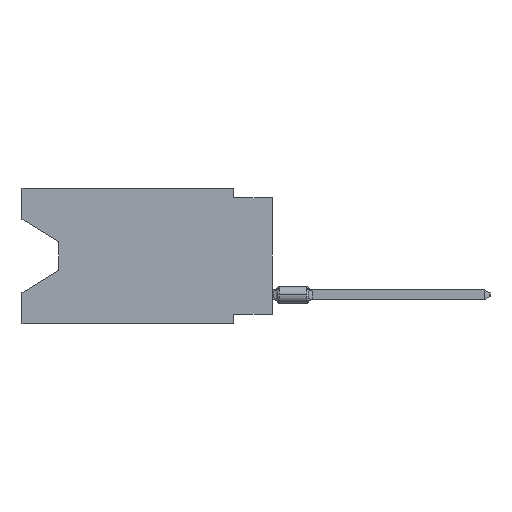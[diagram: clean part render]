
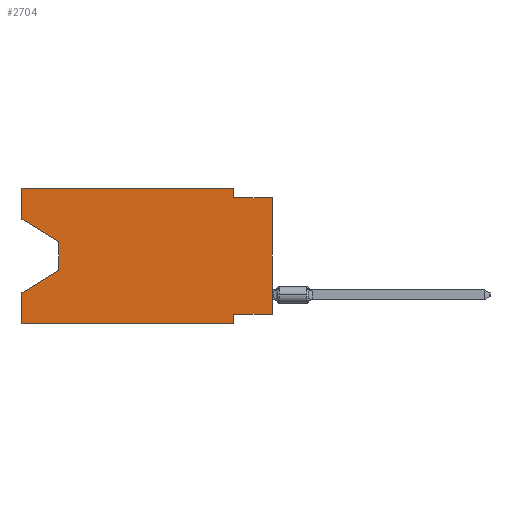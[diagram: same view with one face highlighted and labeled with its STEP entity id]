
A CAD part, left-side view. The second image highlights one B-rep face of the part: STEP entity #2704.
In plain terms, the highlighted planar face has unit normal (-1, 0, 0).
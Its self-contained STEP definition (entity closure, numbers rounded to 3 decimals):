
#262 = VERTEX_POINT ( 'NONE', #10032 ) ;
#2069 = CARTESIAN_POINT ( 'NONE',  ( 0., 16.383, -8.89 ) ) ;
#2704 = ADVANCED_FACE ( 'NONE', ( #21684 ), #48228, .F. ) ;
#2830 = VECTOR ( 'NONE', #3063, 1000. ) ;
#3063 = DIRECTION ( 'NONE',  ( 0., -0.855, -0.519 ) ) ;
#3327 = LINE ( 'NONE', #25743, #19653 ) ;
#4014 = CARTESIAN_POINT ( 'NONE',  ( 0., 16.383, -8.89 ) ) ;
#4325 = CARTESIAN_POINT ( 'NONE',  ( 0., 13.97, -5.385 ) ) ;
#5598 = EDGE_LOOP ( 'NONE', ( #10962, #17275, #32932, #12334, #7628, #42327, #57583, #56042, #22949, #34282, #45394, #26584 ) ) ;
#5759 = DIRECTION ( 'NONE',  ( 0., 0.855, -0.519 ) ) ;
#7010 = EDGE_CURVE ( 'NONE', #31353, #52668, #38480, .T. ) ;
#7628 = ORIENTED_EDGE ( 'NONE', *, *, #43719, .T. ) ;
#8012 = CARTESIAN_POINT ( 'NONE',  ( 0., 16.383, -6.852 ) ) ;
#9614 = CARTESIAN_POINT ( 'NONE',  ( 0., 13.97, -5.385 ) ) ;
#10032 = CARTESIAN_POINT ( 'NONE',  ( 0., 2.54, -8.89 ) ) ;
#10962 = ORIENTED_EDGE ( 'NONE', *, *, #38793, .T. ) ;
#11030 = CARTESIAN_POINT ( 'NONE',  ( 0., 2.54, 0. ) ) ;
#11222 = LINE ( 'NONE', #2069, #45080 ) ;
#11657 = VERTEX_POINT ( 'NONE', #27982 ) ;
#12212 = CARTESIAN_POINT ( 'NONE',  ( 0., 16.383, 0. ) ) ;
#12334 = ORIENTED_EDGE ( 'NONE', *, *, #24986, .F. ) ;
#14815 = VERTEX_POINT ( 'NONE', #54333 ) ;
#15569 = CARTESIAN_POINT ( 'NONE',  ( 0., 2.54, 0. ) ) ;
#16492 = DIRECTION ( 'NONE',  ( 0., -1., 0. ) ) ;
#16663 = EDGE_CURVE ( 'NONE', #14815, #56013, #35093, .T. ) ;
#17259 = DIRECTION ( 'NONE',  ( 1., 0., 0. ) ) ;
#17275 = ORIENTED_EDGE ( 'NONE', *, *, #16663, .T. ) ;
#19653 = VECTOR ( 'NONE', #57311, 1000. ) ;
#19850 = CARTESIAN_POINT ( 'NONE',  ( 0., 2.54, -0.635 ) ) ;
#20083 = DIRECTION ( 'NONE',  ( 0., -1., 0. ) ) ;
#21115 = DIRECTION ( 'NONE',  ( 0., 1., 0. ) ) ;
#21557 = VECTOR ( 'NONE', #30194, 1000. ) ;
#21684 = FACE_OUTER_BOUND ( 'NONE', #5598, .T. ) ;
#22917 = LINE ( 'NONE', #9614, #53918 ) ;
#22949 = ORIENTED_EDGE ( 'NONE', *, *, #32421, .F. ) ;
#23019 = DIRECTION ( 'NONE',  ( 0., 0., -1. ) ) ;
#24166 = AXIS2_PLACEMENT_3D ( 'NONE', #26105, #17259, #25806 ) ;
#24279 = EDGE_CURVE ( 'NONE', #51641, #58063, #29025, .T. ) ;
#24986 = EDGE_CURVE ( 'NONE', #34803, #51602, #27446, .T. ) ;
#25743 = CARTESIAN_POINT ( 'NONE',  ( 0., 2.54, -8.89 ) ) ;
#25806 = DIRECTION ( 'NONE',  ( 0., 0., -1. ) ) ;
#26105 = CARTESIAN_POINT ( 'NONE',  ( 0., 16.383, 0. ) ) ;
#26407 = LINE ( 'NONE', #52959, #49799 ) ;
#26584 = ORIENTED_EDGE ( 'NONE', *, *, #7010, .F. ) ;
#27446 = LINE ( 'NONE', #50469, #52317 ) ;
#27797 = EDGE_CURVE ( 'NONE', #55862, #57059, #51147, .T. ) ;
#27940 = EDGE_CURVE ( 'NONE', #11657, #262, #3327, .T. ) ;
#27982 = CARTESIAN_POINT ( 'NONE',  ( 0., 2.54, -8.255 ) ) ;
#28071 = VECTOR ( 'NONE', #42284, 1000. ) ;
#28857 = EDGE_CURVE ( 'NONE', #51641, #11657, #26407, .T. ) ;
#29025 = LINE ( 'NONE', #56747, #58049 ) ;
#30194 = DIRECTION ( 'NONE',  ( 0., 0., 1. ) ) ;
#30966 = CARTESIAN_POINT ( 'NONE',  ( 0., 13.97, -3.505 ) ) ;
#31353 = VERTEX_POINT ( 'NONE', #41143 ) ;
#31760 = CARTESIAN_POINT ( 'NONE',  ( 0., 0., -0.635 ) ) ;
#32421 = EDGE_CURVE ( 'NONE', #57059, #58063, #36763, .T. ) ;
#32611 = VECTOR ( 'NONE', #16492, 1000. ) ;
#32932 = ORIENTED_EDGE ( 'NONE', *, *, #56118, .T. ) ;
#33047 = CARTESIAN_POINT ( 'NONE',  ( 0., 0., -8.255 ) ) ;
#34031 = DIRECTION ( 'NONE',  ( 0., 0., 1. ) ) ;
#34282 = ORIENTED_EDGE ( 'NONE', *, *, #27797, .F. ) ;
#34336 = CARTESIAN_POINT ( 'NONE',  ( 0., 16.383, -2.038 ) ) ;
#34803 = VERTEX_POINT ( 'NONE', #4014 ) ;
#35093 = LINE ( 'NONE', #30966, #40568 ) ;
#36763 = LINE ( 'NONE', #31760, #55649 ) ;
#37175 = DIRECTION ( 'NONE',  ( 0., 0., 1. ) ) ;
#38480 = LINE ( 'NONE', #12212, #21557 ) ;
#38793 = EDGE_CURVE ( 'NONE', #31353, #14815, #57342, .T. ) ;
#40568 = VECTOR ( 'NONE', #23019, 1000. ) ;
#40786 = CARTESIAN_POINT ( 'NONE',  ( 0., 16.383, 0. ) ) ;
#41143 = CARTESIAN_POINT ( 'NONE',  ( 0., 16.383, -2.038 ) ) ;
#42284 = DIRECTION ( 'NONE',  ( 0., 0., -1. ) ) ;
#42327 = ORIENTED_EDGE ( 'NONE', *, *, #27940, .F. ) ;
#43719 = EDGE_CURVE ( 'NONE', #34803, #262, #11222, .T. ) ;
#45080 = VECTOR ( 'NONE', #20083, 1000. ) ;
#45394 = ORIENTED_EDGE ( 'NONE', *, *, #54193, .F. ) ;
#46305 = LINE ( 'NONE', #52187, #32611 ) ;
#48228 = PLANE ( 'NONE',  #24166 ) ;
#49799 = VECTOR ( 'NONE', #21115, 1000. ) ;
#50469 = CARTESIAN_POINT ( 'NONE',  ( 0., 16.383, 0. ) ) ;
#51147 = LINE ( 'NONE', #11030, #28071 ) ;
#51602 = VERTEX_POINT ( 'NONE', #8012 ) ;
#51641 = VERTEX_POINT ( 'NONE', #33047 ) ;
#52187 = CARTESIAN_POINT ( 'NONE',  ( 0., 16.383, 0. ) ) ;
#52317 = VECTOR ( 'NONE', #37175, 1000. ) ;
#52668 = VERTEX_POINT ( 'NONE', #40786 ) ;
#52959 = CARTESIAN_POINT ( 'NONE',  ( 0., 0., -8.255 ) ) ;
#53918 = VECTOR ( 'NONE', #5759, 1000. ) ;
#54193 = EDGE_CURVE ( 'NONE', #52668, #55862, #46305, .T. ) ;
#54333 = CARTESIAN_POINT ( 'NONE',  ( 0., 13.97, -3.505 ) ) ;
#54770 = DIRECTION ( 'NONE',  ( 0., -1., 0. ) ) ;
#55649 = VECTOR ( 'NONE', #54770, 1000. ) ;
#55862 = VERTEX_POINT ( 'NONE', #15569 ) ;
#56013 = VERTEX_POINT ( 'NONE', #4325 ) ;
#56042 = ORIENTED_EDGE ( 'NONE', *, *, #24279, .T. ) ;
#56118 = EDGE_CURVE ( 'NONE', #56013, #51602, #22917, .T. ) ;
#56288 = CARTESIAN_POINT ( 'NONE',  ( 0., 0., -0.635 ) ) ;
#56747 = CARTESIAN_POINT ( 'NONE',  ( 0., 0., 0. ) ) ;
#57059 = VERTEX_POINT ( 'NONE', #19850 ) ;
#57311 = DIRECTION ( 'NONE',  ( 0., 0., -1. ) ) ;
#57342 = LINE ( 'NONE', #34336, #2830 ) ;
#57583 = ORIENTED_EDGE ( 'NONE', *, *, #28857, .F. ) ;
#58049 = VECTOR ( 'NONE', #34031, 1000. ) ;
#58063 = VERTEX_POINT ( 'NONE', #56288 ) ;
